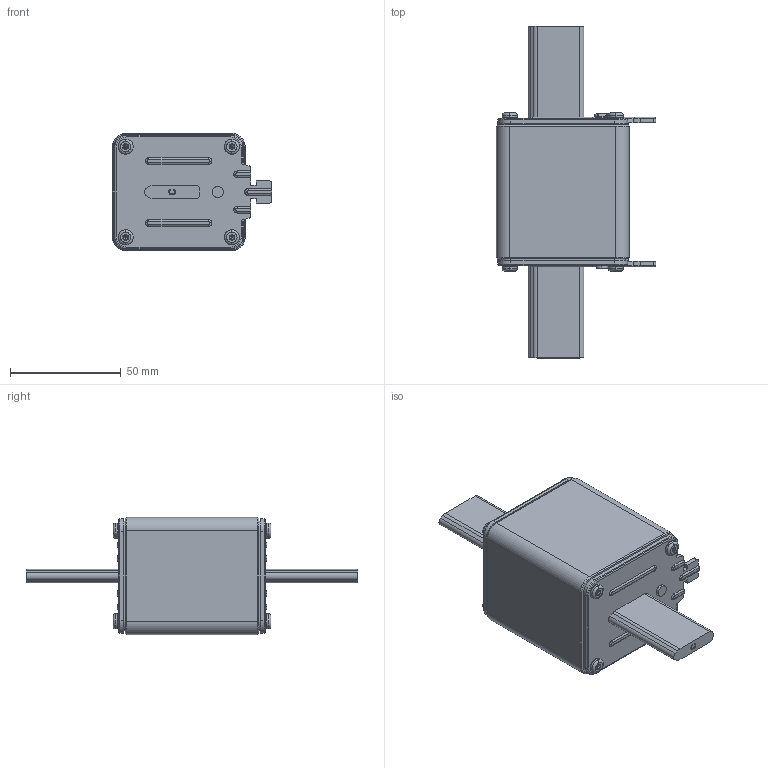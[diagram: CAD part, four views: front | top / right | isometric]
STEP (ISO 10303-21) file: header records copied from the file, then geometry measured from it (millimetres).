
FILE_DESCRIPTION (( 'STEP AP203' ), '1' );
FILE_NAME ('Assy -462.step', '2017-12-08T05:06:45', ( '' ), ( '' ), 'SwSTEP 2.0', 'SolidWorks 2013', '' );
FILE_SCHEMA (( 'CONFIG_CONTROL_DESIGN' ));
Length unit declared in the file: millimetre
Products named in the file (1): Assy -462
Bounding box: 72 x 150 x 53 mm (x, y, z)
Volume: 221383.9 mm3; surface area: 28115 mm2
Topology: 1 solids, 1 shells, 827 faces, 2192 edges, 1265 vertices
Faces by surface type: cylinder 264, cone 176, plane 167, bspline 146, torus 72, sphere 2
Entity records: 31577 total; most frequent: CARTESIAN_POINT 11963, ORIENTED_EDGE 4240, DIRECTION 3864, EDGE_CURVE 2120, AXIS2_PLACEMENT_3D 1458, VERTEX_POINT 1265, VECTOR 948, LINE 948
